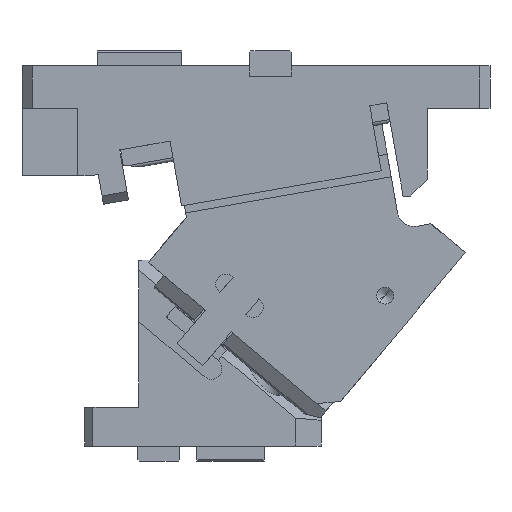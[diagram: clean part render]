
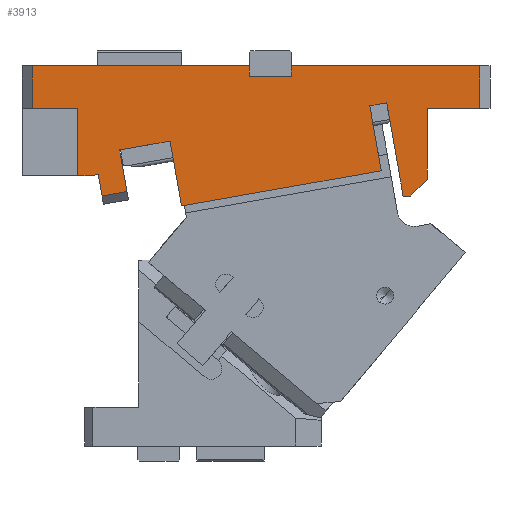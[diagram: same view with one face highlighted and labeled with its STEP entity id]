
A CAD part, front view. The second image highlights one B-rep face of the part: STEP entity #3913.
In plain terms, the highlighted planar face has unit normal (0, -1, 0).
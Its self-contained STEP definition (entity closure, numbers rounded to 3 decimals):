
#190=CARTESIAN_POINT('Vertex',(-256.39,-42.5,110.53)) ;
#193=CARTESIAN_POINT('Line Origine',(-192.14,-42.5,110.53)) ;
#197=CARTESIAN_POINT('Vertex',(-127.89,-42.5,110.53)) ;
#550=CARTESIAN_POINT('Line Origine',(-127.89,-42.5,107.53)) ;
#554=CARTESIAN_POINT('Vertex',(-127.89,-42.5,104.53)) ;
#574=CARTESIAN_POINT('Line Origine',(-115.39,-42.5,104.53)) ;
#578=CARTESIAN_POINT('Vertex',(-102.89,-42.5,104.53)) ;
#847=CARTESIAN_POINT('Line Origine',(-53.178,-42.5,67.688)) ;
#851=CARTESIAN_POINT('Vertex',(-49.792,-42.5,48.484)) ;
#853=CARTESIAN_POINT('Vertex',(-56.564,-42.5,86.891)) ;
#982=CARTESIAN_POINT('Vertex',(-167.969,-42.5,27.646)) ;
#985=CARTESIAN_POINT('Line Origine',(-171.355,-42.5,46.85)) ;
#989=CARTESIAN_POINT('Vertex',(-174.741,-42.5,66.054)) ;
#1217=CARTESIAN_POINT('Line Origine',(-108.88,-42.5,38.065)) ;
#1362=CARTESIAN_POINT('Line Origine',(-102.89,-42.5,107.53)) ;
#1366=CARTESIAN_POINT('Vertex',(-102.89,-42.5,110.53)) ;
#1700=CARTESIAN_POINT('Vertex',(-36.808,-42.5,33.53)) ;
#1703=CARTESIAN_POINT('Line Origine',(-41.668,-42.5,61.095)) ;
#1707=CARTESIAN_POINT('Vertex',(-46.529,-42.5,88.661)) ;
#1747=CARTESIAN_POINT('Vertex',(-32.39,-42.5,33.53)) ;
#1750=CARTESIAN_POINT('Line Origine',(-34.599,-42.5,33.53)) ;
#1778=CARTESIAN_POINT('Vertex',(-22.39,-42.5,43.53)) ;
#1781=CARTESIAN_POINT('Line Origine',(-27.39,-42.5,38.53)) ;
#1802=CARTESIAN_POINT('Vertex',(-22.39,-42.5,85.53)) ;
#1807=CARTESIAN_POINT('Line Origine',(-22.39,-42.5,64.53)) ;
#2282=CARTESIAN_POINT('Vertex',(8.61,-42.5,85.53)) ;
#2285=CARTESIAN_POINT('Line Origine',(-6.89,-42.5,85.53)) ;
#2336=CARTESIAN_POINT('Vertex',(8.61,-42.5,110.53)) ;
#2339=CARTESIAN_POINT('Line Origine',(8.61,-42.5,98.03)) ;
#2370=CARTESIAN_POINT('Line Origine',(-47.14,-42.5,110.53)) ;
#2448=CARTESIAN_POINT('Vertex',(-200.249,-42.5,36.17)) ;
#2453=CARTESIAN_POINT('Line Origine',(-207.636,-42.5,34.868)) ;
#2457=CARTESIAN_POINT('Vertex',(-215.022,-42.5,33.565)) ;
#2872=CARTESIAN_POINT('Line Origine',(-242.89,-42.5,85.53)) ;
#2876=CARTESIAN_POINT('Vertex',(-229.39,-42.5,85.53)) ;
#2878=CARTESIAN_POINT('Vertex',(-256.39,-42.5,85.53)) ;
#2917=CARTESIAN_POINT('Line Origine',(-229.39,-42.5,65.53)) ;
#2921=CARTESIAN_POINT('Vertex',(-229.39,-42.5,45.53)) ;
#3244=CARTESIAN_POINT('Vertex',(-222.031,-42.5,45.53)) ;
#3247=CARTESIAN_POINT('Line Origine',(-225.711,-42.5,45.53)) ;
#3277=CARTESIAN_POINT('Line Origine',(-219.655,-42.5,45.949)) ;
#3281=CARTESIAN_POINT('Vertex',(-217.279,-42.5,46.368)) ;
#3320=CARTESIAN_POINT('Line Origine',(-216.15,-42.5,39.967)) ;
#3374=CARTESIAN_POINT('Vertex',(-204.591,-42.5,60.79)) ;
#3377=CARTESIAN_POINT('Line Origine',(-202.42,-42.5,48.48)) ;
#3844=CARTESIAN_POINT('Line Origine',(-51.547,-42.5,87.776)) ;
#3849=CARTESIAN_POINT('Line Origine',(-189.666,-42.5,63.422)) ;
#3877=CARTESIAN_POINT('Axis2P3D Location',(0.,-42.5,0.)) ;
#3882=CARTESIAN_POINT('Line Origine',(-256.39,-42.5,98.03)) ;
#194=DIRECTION('Vector Direction',(-1.,0.,0.)) ;
#551=DIRECTION('Vector Direction',(0.,0.,1.)) ;
#575=DIRECTION('Vector Direction',(-1.,0.,0.)) ;
#848=DIRECTION('Vector Direction',(-0.174,0.,0.985)) ;
#986=DIRECTION('Vector Direction',(0.174,0.,-0.985)) ;
#1218=DIRECTION('Vector Direction',(-0.985,0.,-0.174)) ;
#1363=DIRECTION('Vector Direction',(0.,0.,1.)) ;
#1704=DIRECTION('Vector Direction',(-0.174,0.,0.985)) ;
#1751=DIRECTION('Vector Direction',(1.,0.,0.)) ;
#1782=DIRECTION('Vector Direction',(0.707,0.,0.707)) ;
#1808=DIRECTION('Vector Direction',(0.,0.,-1.)) ;
#2286=DIRECTION('Vector Direction',(-1.,0.,0.)) ;
#2340=DIRECTION('Vector Direction',(0.,0.,1.)) ;
#2371=DIRECTION('Vector Direction',(-1.,0.,0.)) ;
#2454=DIRECTION('Vector Direction',(0.985,0.,0.174)) ;
#2873=DIRECTION('Vector Direction',(-1.,0.,0.)) ;
#2918=DIRECTION('Vector Direction',(0.,0.,1.)) ;
#3248=DIRECTION('Vector Direction',(-1.,0.,0.)) ;
#3278=DIRECTION('Vector Direction',(0.985,0.,0.174)) ;
#3321=DIRECTION('Vector Direction',(0.174,0.,-0.985)) ;
#3378=DIRECTION('Vector Direction',(0.174,0.,-0.985)) ;
#3845=DIRECTION('Vector Direction',(0.985,0.,0.174)) ;
#3850=DIRECTION('Vector Direction',(0.985,0.,0.174)) ;
#3878=DIRECTION('Axis2P3D Direction',(0.,1.,0.)) ;
#3879=DIRECTION('Axis2P3D XDirection',(0.,0.,1.)) ;
#3883=DIRECTION('Vector Direction',(0.,0.,-1.)) ;
#3880=AXIS2_PLACEMENT_3D('Plane Axis2P3D',#3877,#3878,#3879) ;
#3888=ORIENTED_EDGE('',*,*,#3381,.F.) ;
#3889=ORIENTED_EDGE('',*,*,#3853,.T.) ;
#3890=ORIENTED_EDGE('',*,*,#991,.T.) ;
#3891=ORIENTED_EDGE('',*,*,#1221,.F.) ;
#3892=ORIENTED_EDGE('',*,*,#855,.T.) ;
#3893=ORIENTED_EDGE('',*,*,#3848,.T.) ;
#3894=ORIENTED_EDGE('',*,*,#1709,.F.) ;
#3895=ORIENTED_EDGE('',*,*,#1754,.T.) ;
#3896=ORIENTED_EDGE('',*,*,#1785,.T.) ;
#3897=ORIENTED_EDGE('',*,*,#1811,.F.) ;
#3898=ORIENTED_EDGE('',*,*,#2289,.F.) ;
#3899=ORIENTED_EDGE('',*,*,#2343,.T.) ;
#3900=ORIENTED_EDGE('',*,*,#2374,.T.) ;
#3901=ORIENTED_EDGE('',*,*,#1368,.F.) ;
#3902=ORIENTED_EDGE('',*,*,#580,.T.) ;
#3903=ORIENTED_EDGE('',*,*,#556,.T.) ;
#3904=ORIENTED_EDGE('',*,*,#199,.T.) ;
#3905=ORIENTED_EDGE('',*,*,#3886,.T.) ;
#3906=ORIENTED_EDGE('',*,*,#2880,.F.) ;
#3907=ORIENTED_EDGE('',*,*,#2923,.F.) ;
#3908=ORIENTED_EDGE('',*,*,#3251,.F.) ;
#3909=ORIENTED_EDGE('',*,*,#3283,.T.) ;
#3910=ORIENTED_EDGE('',*,*,#3324,.T.) ;
#3911=ORIENTED_EDGE('',*,*,#2459,.T.) ;
#195=VECTOR('Line Direction',#194,1.) ;
#552=VECTOR('Line Direction',#551,1.) ;
#576=VECTOR('Line Direction',#575,1.) ;
#849=VECTOR('Line Direction',#848,1.) ;
#987=VECTOR('Line Direction',#986,1.) ;
#1219=VECTOR('Line Direction',#1218,1.) ;
#1364=VECTOR('Line Direction',#1363,1.) ;
#1705=VECTOR('Line Direction',#1704,1.) ;
#1752=VECTOR('Line Direction',#1751,1.) ;
#1783=VECTOR('Line Direction',#1782,1.) ;
#1809=VECTOR('Line Direction',#1808,1.) ;
#2287=VECTOR('Line Direction',#2286,1.) ;
#2341=VECTOR('Line Direction',#2340,1.) ;
#2372=VECTOR('Line Direction',#2371,1.) ;
#2455=VECTOR('Line Direction',#2454,1.) ;
#2874=VECTOR('Line Direction',#2873,1.) ;
#2919=VECTOR('Line Direction',#2918,1.) ;
#3249=VECTOR('Line Direction',#3248,1.) ;
#3279=VECTOR('Line Direction',#3278,1.) ;
#3322=VECTOR('Line Direction',#3321,1.) ;
#3379=VECTOR('Line Direction',#3378,1.) ;
#3846=VECTOR('Line Direction',#3845,1.) ;
#3851=VECTOR('Line Direction',#3850,1.) ;
#3884=VECTOR('Line Direction',#3883,1.) ;
#3913=ADVANCED_FACE('CAM HOLDER',(#3912),#3881,.F.) ;
#199=EDGE_CURVE('',#198,#191,#196,.T.) ;
#556=EDGE_CURVE('',#555,#198,#553,.T.) ;
#580=EDGE_CURVE('',#579,#555,#577,.T.) ;
#855=EDGE_CURVE('',#852,#854,#850,.T.) ;
#991=EDGE_CURVE('',#990,#983,#988,.T.) ;
#1221=EDGE_CURVE('',#852,#983,#1220,.T.) ;
#1368=EDGE_CURVE('',#579,#1367,#1365,.T.) ;
#1709=EDGE_CURVE('',#1701,#1708,#1706,.T.) ;
#1754=EDGE_CURVE('',#1701,#1748,#1753,.T.) ;
#1785=EDGE_CURVE('',#1748,#1779,#1784,.T.) ;
#1811=EDGE_CURVE('',#1803,#1779,#1810,.T.) ;
#2289=EDGE_CURVE('',#2283,#1803,#2288,.T.) ;
#2343=EDGE_CURVE('',#2283,#2337,#2342,.T.) ;
#2374=EDGE_CURVE('',#2337,#1367,#2373,.T.) ;
#2459=EDGE_CURVE('',#2458,#2449,#2456,.T.) ;
#2880=EDGE_CURVE('',#2877,#2879,#2875,.T.) ;
#2923=EDGE_CURVE('',#2922,#2877,#2920,.T.) ;
#3251=EDGE_CURVE('',#3245,#2922,#3250,.T.) ;
#3283=EDGE_CURVE('',#3245,#3282,#3280,.T.) ;
#3324=EDGE_CURVE('',#3282,#2458,#3323,.T.) ;
#3381=EDGE_CURVE('',#3375,#2449,#3380,.T.) ;
#3848=EDGE_CURVE('',#854,#1708,#3847,.T.) ;
#3853=EDGE_CURVE('',#3375,#990,#3852,.T.) ;
#3886=EDGE_CURVE('',#191,#2879,#3885,.T.) ;
#3887=EDGE_LOOP('',(#3888,#3889,#3890,#3891,#3892,#3893,#3894,#3895,#3896,#3897,#3898,#3899,#3900,#3901,#3902,#3903,#3904,#3905,#3906,#3907,#3908,#3909,#3910,#3911)) ;
#3912=FACE_OUTER_BOUND('',#3887,.T.) ;
#196=LINE('Line',#193,#195) ;
#553=LINE('Line',#550,#552) ;
#577=LINE('Line',#574,#576) ;
#850=LINE('Line',#847,#849) ;
#988=LINE('Line',#985,#987) ;
#1220=LINE('Line',#1217,#1219) ;
#1365=LINE('Line',#1362,#1364) ;
#1706=LINE('Line',#1703,#1705) ;
#1753=LINE('Line',#1750,#1752) ;
#1784=LINE('Line',#1781,#1783) ;
#1810=LINE('Line',#1807,#1809) ;
#2288=LINE('Line',#2285,#2287) ;
#2342=LINE('Line',#2339,#2341) ;
#2373=LINE('Line',#2370,#2372) ;
#2456=LINE('Line',#2453,#2455) ;
#2875=LINE('Line',#2872,#2874) ;
#2920=LINE('Line',#2917,#2919) ;
#3250=LINE('Line',#3247,#3249) ;
#3280=LINE('Line',#3277,#3279) ;
#3323=LINE('Line',#3320,#3322) ;
#3380=LINE('Line',#3377,#3379) ;
#3847=LINE('Line',#3844,#3846) ;
#3852=LINE('Line',#3849,#3851) ;
#3885=LINE('Line',#3882,#3884) ;
#3881=PLANE('Plane',#3880) ;
#191=VERTEX_POINT('',#190) ;
#198=VERTEX_POINT('',#197) ;
#555=VERTEX_POINT('',#554) ;
#579=VERTEX_POINT('',#578) ;
#852=VERTEX_POINT('',#851) ;
#854=VERTEX_POINT('',#853) ;
#983=VERTEX_POINT('',#982) ;
#990=VERTEX_POINT('',#989) ;
#1367=VERTEX_POINT('',#1366) ;
#1701=VERTEX_POINT('',#1700) ;
#1708=VERTEX_POINT('',#1707) ;
#1748=VERTEX_POINT('',#1747) ;
#1779=VERTEX_POINT('',#1778) ;
#1803=VERTEX_POINT('',#1802) ;
#2283=VERTEX_POINT('',#2282) ;
#2337=VERTEX_POINT('',#2336) ;
#2449=VERTEX_POINT('',#2448) ;
#2458=VERTEX_POINT('',#2457) ;
#2877=VERTEX_POINT('',#2876) ;
#2879=VERTEX_POINT('',#2878) ;
#2922=VERTEX_POINT('',#2921) ;
#3245=VERTEX_POINT('',#3244) ;
#3282=VERTEX_POINT('',#3281) ;
#3375=VERTEX_POINT('',#3374) ;
